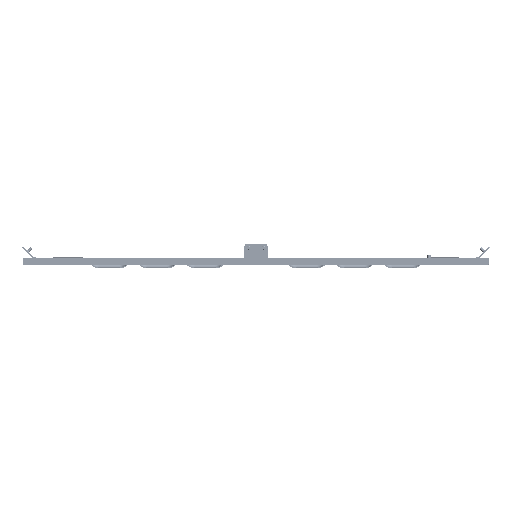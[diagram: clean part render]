
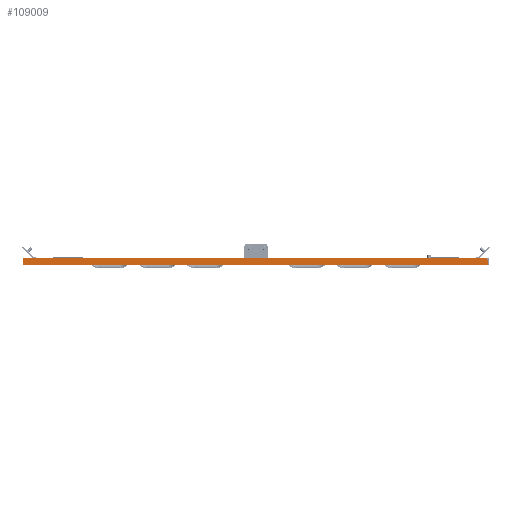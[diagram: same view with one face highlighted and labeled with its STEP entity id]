
A CAD part, front view. The second image highlights one B-rep face of the part: STEP entity #109009.
In plain terms, the highlighted planar face has unit normal (0, -1, 0).
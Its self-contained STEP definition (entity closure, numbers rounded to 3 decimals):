
#2400 = CARTESIAN_POINT ( 'NONE',  ( 0., -1787.297, 3.15 ) ) ;
#10414 = DIRECTION ( 'NONE',  ( 1., 0., 0. ) ) ;
#15948 = VERTEX_POINT ( 'NONE', #152630 ) ;
#16274 = CARTESIAN_POINT ( 'NONE',  ( -389., -1787.297, 5.55 ) ) ;
#25537 = CARTESIAN_POINT ( 'NONE',  ( 387.593, -1787.297, -4.454 ) ) ;
#31300 = CARTESIAN_POINT ( 'NONE',  ( -389., -1787.297, -6.45 ) ) ;
#33469 = LINE ( 'NONE', #87190, #143312 ) ;
#34458 = VERTEX_POINT ( 'NONE', #31300 ) ;
#35937 = FACE_OUTER_BOUND ( 'NONE', #71082, .T. ) ;
#38562 = DIRECTION ( 'NONE',  ( 0., 0., -1. ) ) ;
#49262 = ORIENTED_EDGE ( 'NONE', *, *, #186742, .F. ) ;
#58611 = EDGE_CURVE ( 'NONE', #150468, #113494, #88235, .T. ) ;
#60534 = VERTEX_POINT ( 'NONE', #106887 ) ;
#65751 = VECTOR ( 'NONE', #10414, 1000. ) ;
#71082 = EDGE_LOOP ( 'NONE', ( #223960, #90955, #219427, #194264, #194881, #49262, #112077 ) ) ;
#71981 = VECTOR ( 'NONE', #136592, 1000. ) ;
#75126 = VECTOR ( 'NONE', #211846, 1000. ) ;
#75520 = CARTESIAN_POINT ( 'NONE',  ( 387.593, -1787.297, 3.15 ) ) ;
#78122 = CARTESIAN_POINT ( 'NONE',  ( 387.547, -1787.297, -4.854 ) ) ;
#87190 = CARTESIAN_POINT ( 'NONE',  ( 387.593, -1787.297, 5.55 ) ) ;
#88125 = EDGE_CURVE ( 'NONE', #113494, #15948, #207572, .T. ) ;
#88235 = LINE ( 'NONE', #2400, #75126 ) ;
#90955 = ORIENTED_EDGE ( 'NONE', *, *, #188554, .F. ) ;
#98970 = CARTESIAN_POINT ( 'NONE',  ( 0., -1787.297, -6.45 ) ) ;
#100957 = CARTESIAN_POINT ( 'NONE',  ( 387.302, -1787.297, -6.45 ) ) ;
#102123 = DIRECTION ( 'NONE',  ( 0., 0., 1. ) ) ;
#103440 = CARTESIAN_POINT ( 'NONE',  ( 0., -1787.297, 5.55 ) ) ;
#106887 = CARTESIAN_POINT ( 'NONE',  ( 387.593, -1787.297, -4.05 ) ) ;
#107989 = CARTESIAN_POINT ( 'NONE',  ( 387.361, -1787.297, -6.051 ) ) ;
#109009 = ADVANCED_FACE ( 'NONE', ( #35937 ), #154958, .F. ) ;
#112077 = ORIENTED_EDGE ( 'NONE', *, *, #165752, .T. ) ;
#112272 = VERTEX_POINT ( 'NONE', #16274 ) ;
#113494 = VERTEX_POINT ( 'NONE', #188273 ) ;
#116873 = EDGE_CURVE ( 'NONE', #34458, #166854, #221454, .T. ) ;
#125489 = LINE ( 'NONE', #195315, #180013 ) ;
#136592 = DIRECTION ( 'NONE',  ( 0., 0., 1. ) ) ;
#136793 = VECTOR ( 'NONE', #156122, 1000. ) ;
#143312 = VECTOR ( 'NONE', #102123, 1000. ) ;
#147956 = CARTESIAN_POINT ( 'NONE',  ( 387.428, -1787.297, -5.653 ) ) ;
#150468 = VERTEX_POINT ( 'NONE', #75520 ) ;
#152630 = CARTESIAN_POINT ( 'NONE',  ( 386.093, -1787.297, 5.55 ) ) ;
#154958 = PLANE ( 'NONE',  #205930 ) ;
#156055 = LINE ( 'NONE', #221379, #65751 ) ;
#156122 = DIRECTION ( 'NONE',  ( 1., 0., 0. ) ) ;
#165752 = EDGE_CURVE ( 'NONE', #112272, #34458, #125489, .T. ) ;
#166854 = VERTEX_POINT ( 'NONE', #172538 ) ;
#170962 = CARTESIAN_POINT ( 'NONE',  ( 386.093, -1787.297, 3.15 ) ) ;
#171014 = DIRECTION ( 'NONE',  ( 0., 0., -1. ) ) ;
#172538 = CARTESIAN_POINT ( 'NONE',  ( 387.302, -1787.297, -6.45 ) ) ;
#180013 = VECTOR ( 'NONE', #38562, 1000. ) ;
#182326 = CARTESIAN_POINT ( 'NONE',  ( 387.593, -1787.297, -4.05 ) ) ;
#186742 = EDGE_CURVE ( 'NONE', #112272, #15948, #156055, .T. ) ;
#188273 = CARTESIAN_POINT ( 'NONE',  ( 386.093, -1787.297, 3.15 ) ) ;
#188554 = EDGE_CURVE ( 'NONE', #60534, #166854, #225557, .T. ) ;
#194264 = ORIENTED_EDGE ( 'NONE', *, *, #58611, .T. ) ;
#194881 = ORIENTED_EDGE ( 'NONE', *, *, #88125, .T. ) ;
#195315 = CARTESIAN_POINT ( 'NONE',  ( -389., -1787.297, 5.55 ) ) ;
#195747 = EDGE_CURVE ( 'NONE', #60534, #150468, #33469, .T. ) ;
#205930 = AXIS2_PLACEMENT_3D ( 'NONE', #103440, #209862, #171014 ) ;
#207572 = LINE ( 'NONE', #170962, #71981 ) ;
#209862 = DIRECTION ( 'NONE',  ( 0., 1., 0. ) ) ;
#211846 = DIRECTION ( 'NONE',  ( -1., 0., 0. ) ) ;
#219427 = ORIENTED_EDGE ( 'NONE', *, *, #195747, .T. ) ;
#221379 = CARTESIAN_POINT ( 'NONE',  ( 0., -1787.297, 5.55 ) ) ;
#221454 = LINE ( 'NONE', #98970, #136793 ) ;
#223960 = ORIENTED_EDGE ( 'NONE', *, *, #116873, .T. ) ;
#225557 = B_SPLINE_CURVE_WITH_KNOTS ( 'NONE', 3,
 ( #182326, #25537, #78122, #147956, #107989, #100957 ),
 .UNSPECIFIED., .F., .F.,
 ( 4, 2, 4 ),
 ( 0.001, 0.002, 0.003 ),
 .UNSPECIFIED. ) ;
